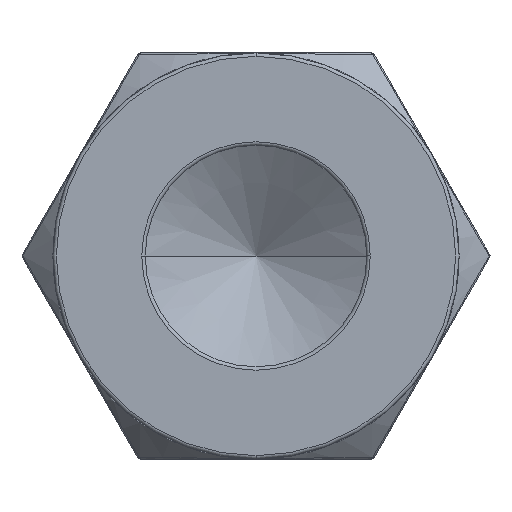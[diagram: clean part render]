
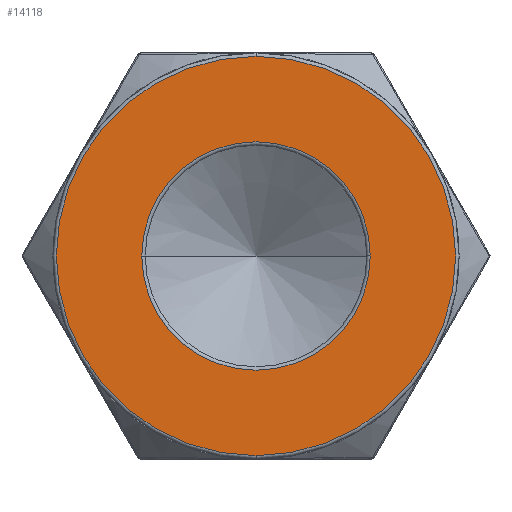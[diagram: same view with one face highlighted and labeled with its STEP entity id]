
A CAD part, left-side view. The second image highlights one B-rep face of the part: STEP entity #14118.
In plain terms, the highlighted face is planar.
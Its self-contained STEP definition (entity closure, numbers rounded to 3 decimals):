
#11048=CARTESIAN_POINT('',(0.,0.,0.));
#11049=DIRECTION('',(-1.,0.,0.));
#11050=DIRECTION('',(0.,1.,0.));
#11051=AXIS2_PLACEMENT_3D('',#11048,#11049,#11050);
#11053=CARTESIAN_POINT('',(0.,0.,0.));
#11054=DIRECTION('',(-1.,0.,0.));
#11055=DIRECTION('',(0.,-1.,0.));
#11056=AXIS2_PLACEMENT_3D('',#11053,#11054,#11055);
#11058=CARTESIAN_POINT('',(0.,0.,0.));
#11059=DIRECTION('',(1.,0.,0.));
#11060=DIRECTION('',(0.,0.,1.));
#11061=AXIS2_PLACEMENT_3D('',#11058,#11059,#11060);
#11063=CARTESIAN_POINT('',(0.,0.,0.));
#11064=DIRECTION('',(1.,0.,0.));
#11065=DIRECTION('',(0.,0.,-1.));
#11066=AXIS2_PLACEMENT_3D('',#11063,#11064,#11065);
#13929=CARTESIAN_POINT('',(0.,6.188,0.));
#13930=CARTESIAN_POINT('',(0.,-6.188,0.));
#13931=VERTEX_POINT('',#13929);
#13932=VERTEX_POINT('',#13930);
#13962=CARTESIAN_POINT('',(0.,0.,10.813));
#13963=CARTESIAN_POINT('',(0.,0.,-10.813));
#13964=VERTEX_POINT('',#13962);
#13965=VERTEX_POINT('',#13963);
#14101=CARTESIAN_POINT('',(0.,0.,0.));
#14102=DIRECTION('',(1.,0.,0.));
#14103=DIRECTION('',(0.,-1.,0.));
#14104=AXIS2_PLACEMENT_3D('',#14101,#14102,#14103);
#14105=PLANE('',#14104);
#14107=ORIENTED_EDGE('',*,*,#14106,.F.);
#14109=ORIENTED_EDGE('',*,*,#14108,.F.);
#14110=EDGE_LOOP('',(#14107,#14109));
#14111=FACE_OUTER_BOUND('',#14110,.F.);
#14113=ORIENTED_EDGE('',*,*,#14112,.F.);
#14115=ORIENTED_EDGE('',*,*,#14114,.F.);
#14116=EDGE_LOOP('',(#14113,#14115));
#14117=FACE_BOUND('',#14116,.F.);
#11052=CIRCLE('',#11051,6.188);
#11057=CIRCLE('',#11056,6.188);
#11062=CIRCLE('',#11061,10.813);
#11067=CIRCLE('',#11066,10.813);
#14106=EDGE_CURVE('',#13964,#13965,#11062,.T.);
#14108=EDGE_CURVE('',#13965,#13964,#11067,.T.);
#14112=EDGE_CURVE('',#13931,#13932,#11052,.T.);
#14114=EDGE_CURVE('',#13932,#13931,#11057,.T.);
#14118=ADVANCED_FACE('',(#14111,#14117),#14105,.T.);
